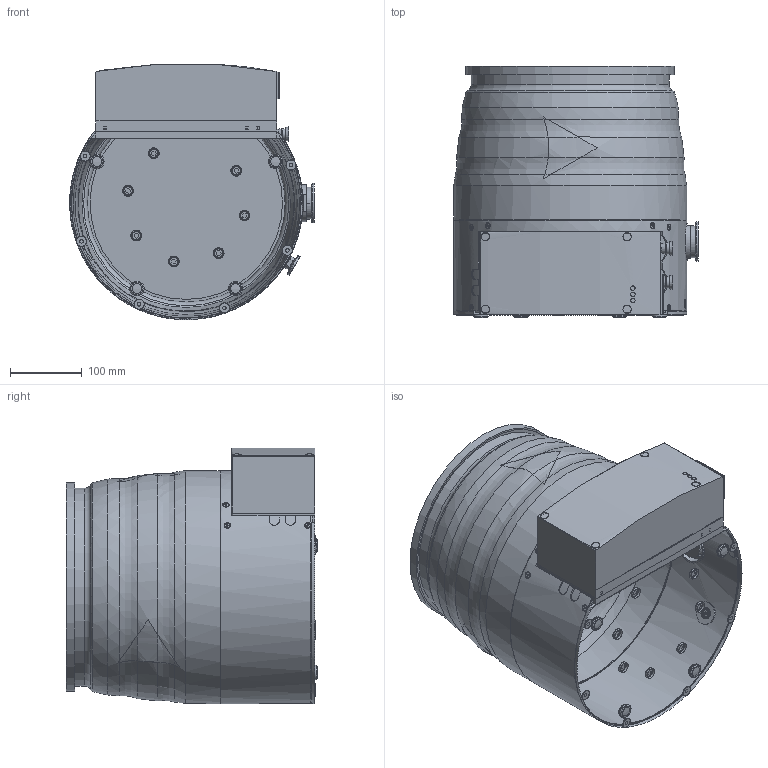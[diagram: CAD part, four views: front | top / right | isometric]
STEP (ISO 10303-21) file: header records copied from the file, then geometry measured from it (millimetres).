
FILE_DESCRIPTION((''),'2;1');
FILE_NAME('PM901538B.stp','2010-02-10T07:11:52',('marxmankel'),(''),'Autodesk Inventor 2009','Autodesk Inventor 2009','');
FILE_SCHEMA(('AUTOMOTIVE_DESIGN { 1 0 10303 214 1 1 1 1 }'));
Length unit declared in the file: millimetre
Products named in the file (1): PM901538B
Bounding box: 340 x 349.45 x 355.04 mm (x, y, z)
Volume: 26540674.5 mm3; surface area: 608430.5 mm2
Topology: 1 solids, 50 shells, 868 faces, 2079 edges, 1370 vertices
Faces by surface type: plane 455, cylinder 197, bspline 126, cone 44, torus 38, sphere 8
Full cylindrical faces by diameter (mm): 5 x6, 6 x2, 7.53 x6, 11.45 x2, 11.5 x4, 12 x1, 13.45 x2, 13.5 x4, 14 x6, 15 x8, 15.5 x2, 16 x1, 16.5 x4, 19 x1, 20 x4, 261 x1, 275 x1, 285 x1, 290 x1, 320 x1, 324 x2
Entity records: 31023 total; most frequent: CARTESIAN_POINT 11583, DIRECTION 3666, ORIENTED_EDGE 3660, EDGE_CURVE 1830, AXIS2_PLACEMENT_3D 1374, VERTEX_POINT 1275, EDGE_LOOP 1109, VECTOR 918
